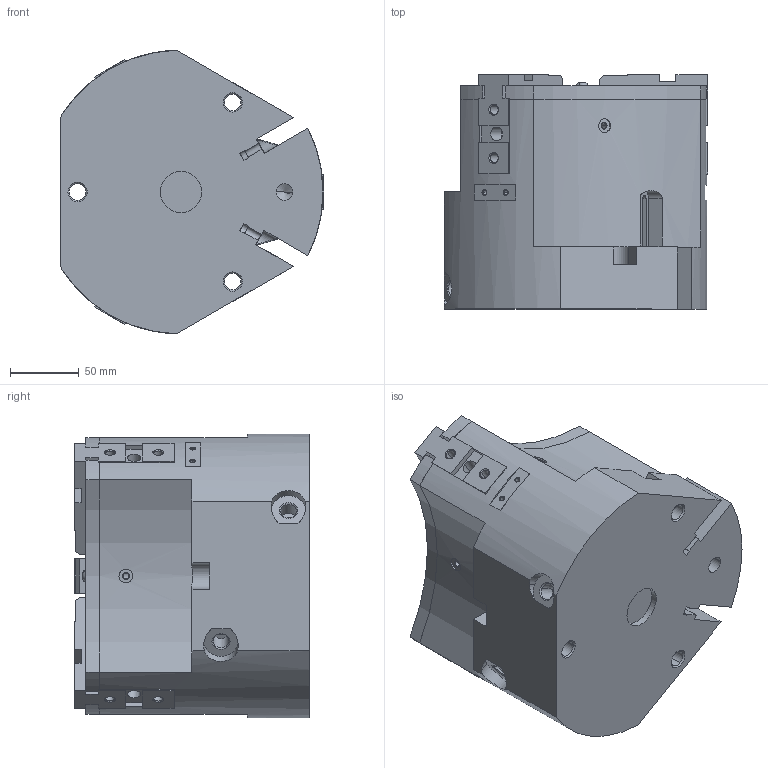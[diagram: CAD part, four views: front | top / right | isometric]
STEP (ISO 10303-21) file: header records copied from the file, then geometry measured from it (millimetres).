
FILE_DESCRIPTION( ( '' ), '1' );
FILE_NAME( 'ope205_3s_oe677phs_0_2_14a.stp', '2010-10-25T13:20:05', ( '' ), ( '' ), ' ', ' ', ' ' );
FILE_SCHEMA( ( 'automotive_design' ) );
Length unit declared in the file: millimetre
Products named in the file (4): 1; 2; 3; 4
Bounding box: 191 x 170 x 205.89 mm (x, y, z)
Volume: 3651712.1 mm3; surface area: 316235.1 mm2
Topology: 4 solids, 4 shells, 433 faces, 1123 edges, 693 vertices
Faces by surface type: plane 208, cylinder 121, cone 98, torus 6
Entity records: 25741 total; most frequent: CARTESIAN_POINT 2726, DIRECTION 2259, STYLED_ITEM 2207, PRESENTATION_STYLE_ASSIGNMENT 2207, COLOUR_RGB 2207, ORIENTED_EDGE 2154, EDGE_CURVE 1077, CURVE_STYLE 1077
